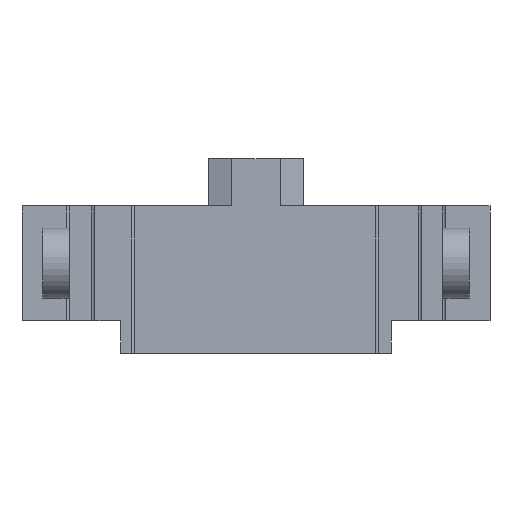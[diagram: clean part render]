
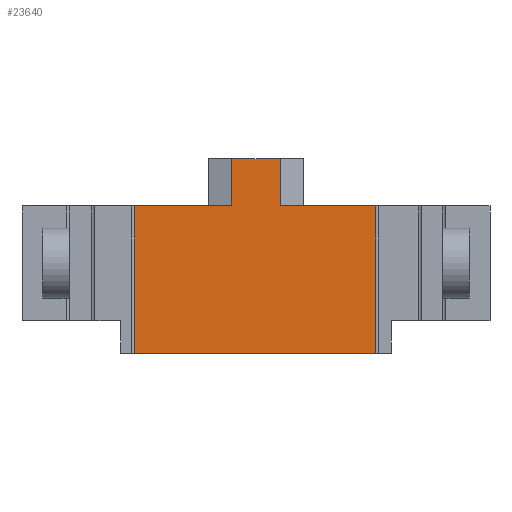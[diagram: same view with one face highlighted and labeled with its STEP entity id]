
A CAD part, front view. The second image highlights one B-rep face of the part: STEP entity #23640.
In plain terms, the highlighted planar face has unit normal (0, -1, 0).
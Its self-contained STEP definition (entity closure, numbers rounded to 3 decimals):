
#3496 = PLANE('',#3497);
#3497 = AXIS2_PLACEMENT_3D('',#3498,#3499,#3500);
#3498 = CARTESIAN_POINT('',(-15.9,-20.,3.4));
#3499 = DIRECTION('',(0.,0.,1.));
#3500 = DIRECTION('',(1.,0.,-0.));
#4597 = PLANE('',#4598);
#4598 = AXIS2_PLACEMENT_3D('',#4599,#4600,#4601);
#4599 = CARTESIAN_POINT('',(-12.7,-19.9,-6.6));
#4600 = DIRECTION('',(0.,0.,-1.));
#4601 = DIRECTION('',(0.,1.,0.));
#5584 = PLANE('',#5585);
#5585 = AXIS2_PLACEMENT_3D('',#5586,#5587,#5588);
#5586 = CARTESIAN_POINT('',(-15.9,-20.,3.4));
#5587 = DIRECTION('',(0.,0.,1.));
#5588 = DIRECTION('',(1.,0.,-0.));
#9630 = VERTEX_POINT('',#9631);
#9631 = CARTESIAN_POINT('',(1.65,-19.9,3.4));
#9647 = PLANE('',#9648);
#9648 = AXIS2_PLACEMENT_3D('',#9649,#9650,#9651);
#9649 = CARTESIAN_POINT('',(2.45,-19.667,3.4));
#9650 = DIRECTION('',(0.28,-0.96,0.));
#9651 = DIRECTION('',(0.,0.,-1.));
#9659 = EDGE_CURVE('',#9660,#9630,#9662,.T.);
#9660 = VERTEX_POINT('',#9661);
#9661 = CARTESIAN_POINT('',(8.15,-19.9,3.4));
#9662 = SURFACE_CURVE('',#9663,(#9667,#9674),.PCURVE_S1.);
#9663 = LINE('',#9664,#9665);
#9664 = CARTESIAN_POINT('',(12.7,-19.9,3.4));
#9665 = VECTOR('',#9666,1.);
#9666 = DIRECTION('',(-1.,0.,0.));
#9667 = PCURVE('',#3496,#9668);
#9668 = DEFINITIONAL_REPRESENTATION('',(#9669),#9673);
#9669 = LINE('',#9670,#9671);
#9670 = CARTESIAN_POINT('',(28.6,0.1));
#9671 = VECTOR('',#9672,1.);
#9672 = DIRECTION('',(-1.,0.));
#9673 = ( GEOMETRIC_REPRESENTATION_CONTEXT(2) 
PARAMETRIC_REPRESENTATION_CONTEXT() REPRESENTATION_CONTEXT('2D SPACE',''
  ) );
#9674 = PCURVE('',#9675,#9680);
#9675 = PLANE('',#9676);
#9676 = AXIS2_PLACEMENT_3D('',#9677,#9678,#9679);
#9677 = CARTESIAN_POINT('',(8.,-19.9,-6.6));
#9678 = DIRECTION('',(0.,1.,0.));
#9679 = DIRECTION('',(0.,0.,1.));
#9680 = DEFINITIONAL_REPRESENTATION('',(#9681),#9685);
#9681 = LINE('',#9682,#9683);
#9682 = CARTESIAN_POINT('',(10.,4.7));
#9683 = VECTOR('',#9684,1.);
#9684 = DIRECTION('',(0.,-1.));
#9685 = ( GEOMETRIC_REPRESENTATION_CONTEXT(2) 
PARAMETRIC_REPRESENTATION_CONTEXT() REPRESENTATION_CONTEXT('2D SPACE',''
  ) );
#9704 = CYLINDRICAL_SURFACE('',#9705,0.2);
#9705 = AXIS2_PLACEMENT_3D('',#9706,#9707,#9708);
#9706 = CARTESIAN_POINT('',(8.35,-19.9,-6.6));
#9707 = DIRECTION('',(0.,0.,1.));
#9708 = DIRECTION('',(0.,1.,0.));
#13213 = VERTEX_POINT('',#13214);
#13214 = CARTESIAN_POINT('',(-8.25,-19.9,-6.6));
#13228 = PLANE('',#13229);
#13229 = AXIS2_PLACEMENT_3D('',#13230,#13231,#13232);
#13230 = CARTESIAN_POINT('',(-8.25,-19.1,3.4));
#13231 = DIRECTION('',(-1.,0.,0.));
#13232 = DIRECTION('',(0.,-1.,0.));
#13299 = VERTEX_POINT('',#13300);
#13300 = CARTESIAN_POINT('',(8.15,-19.9,-6.6));
#13326 = EDGE_CURVE('',#13299,#13213,#13327,.T.);
#13327 = SURFACE_CURVE('',#13328,(#13332,#13339),.PCURVE_S1.);
#13328 = LINE('',#13329,#13330);
#13329 = CARTESIAN_POINT('',(8.15,-19.9,-6.6));
#13330 = VECTOR('',#13331,1.);
#13331 = DIRECTION('',(-1.,0.,0.));
#13332 = PCURVE('',#4597,#13333);
#13333 = DEFINITIONAL_REPRESENTATION('',(#13334),#13338);
#13334 = LINE('',#13335,#13336);
#13335 = CARTESIAN_POINT('',(0.,20.85));
#13336 = VECTOR('',#13337,1.);
#13337 = DIRECTION('',(0.,-1.));
#13338 = ( GEOMETRIC_REPRESENTATION_CONTEXT(2) 
PARAMETRIC_REPRESENTATION_CONTEXT() REPRESENTATION_CONTEXT('2D SPACE',''
  ) );
#13339 = PCURVE('',#9675,#13340);
#13340 = DEFINITIONAL_REPRESENTATION('',(#13341),#13345);
#13341 = LINE('',#13342,#13343);
#13342 = CARTESIAN_POINT('',(0.,0.15));
#13343 = VECTOR('',#13344,1.);
#13344 = DIRECTION('',(0.,-1.));
#13345 = ( GEOMETRIC_REPRESENTATION_CONTEXT(2) 
PARAMETRIC_REPRESENTATION_CONTEXT() REPRESENTATION_CONTEXT('2D SPACE',''
  ) );
#14076 = VERTEX_POINT('',#14077);
#14077 = CARTESIAN_POINT('',(-8.25,-19.9,3.4));
#14098 = EDGE_CURVE('',#14099,#14076,#14101,.T.);
#14099 = VERTEX_POINT('',#14100);
#14100 = CARTESIAN_POINT('',(-1.65,-19.9,3.4));
#14101 = SURFACE_CURVE('',#14102,(#14106,#14113),.PCURVE_S1.);
#14102 = LINE('',#14103,#14104);
#14103 = CARTESIAN_POINT('',(12.7,-19.9,3.4));
#14104 = VECTOR('',#14105,1.);
#14105 = DIRECTION('',(-1.,0.,0.));
#14106 = PCURVE('',#5584,#14107);
#14107 = DEFINITIONAL_REPRESENTATION('',(#14108),#14112);
#14108 = LINE('',#14109,#14110);
#14109 = CARTESIAN_POINT('',(28.6,0.1));
#14110 = VECTOR('',#14111,1.);
#14111 = DIRECTION('',(-1.,0.));
#14112 = ( GEOMETRIC_REPRESENTATION_CONTEXT(2) 
PARAMETRIC_REPRESENTATION_CONTEXT() REPRESENTATION_CONTEXT('2D SPACE',''
  ) );
#14113 = PCURVE('',#9675,#14114);
#14114 = DEFINITIONAL_REPRESENTATION('',(#14115),#14119);
#14115 = LINE('',#14116,#14117);
#14116 = CARTESIAN_POINT('',(10.,4.7));
#14117 = VECTOR('',#14118,1.);
#14118 = DIRECTION('',(0.,-1.));
#14119 = ( GEOMETRIC_REPRESENTATION_CONTEXT(2) 
PARAMETRIC_REPRESENTATION_CONTEXT() REPRESENTATION_CONTEXT('2D SPACE',''
  ) );
#14137 = PLANE('',#14138);
#14138 = AXIS2_PLACEMENT_3D('',#14139,#14140,#14141);
#14139 = CARTESIAN_POINT('',(-2.45,-19.667,3.4));
#14140 = DIRECTION('',(0.28,0.96,0.));
#14141 = DIRECTION('',(0.,0.,-1.));
#17695 = PLANE('',#17696);
#17696 = AXIS2_PLACEMENT_3D('',#17697,#17698,#17699);
#17697 = CARTESIAN_POINT('',(-1.65,-20.,6.6));
#17698 = DIRECTION('',(0.,0.,1.));
#17699 = DIRECTION('',(1.,0.,-0.));
#18753 = EDGE_CURVE('',#9630,#18754,#18756,.T.);
#18754 = VERTEX_POINT('',#18755);
#18755 = CARTESIAN_POINT('',(1.65,-19.9,6.6));
#18756 = SURFACE_CURVE('',#18757,(#18761,#18768),.PCURVE_S1.);
#18757 = LINE('',#18758,#18759);
#18758 = CARTESIAN_POINT('',(1.65,-19.9,5.));
#18759 = VECTOR('',#18760,1.);
#18760 = DIRECTION('',(-0.,0.,1.));
#18761 = PCURVE('',#9647,#18762);
#18762 = DEFINITIONAL_REPRESENTATION('',(#18763),#18767);
#18763 = LINE('',#18764,#18765);
#18764 = CARTESIAN_POINT('',(-1.6,-0.833));
#18765 = VECTOR('',#18766,1.);
#18766 = DIRECTION('',(-1.,0.));
#18767 = ( GEOMETRIC_REPRESENTATION_CONTEXT(2) 
PARAMETRIC_REPRESENTATION_CONTEXT() REPRESENTATION_CONTEXT('2D SPACE',''
  ) );
#18768 = PCURVE('',#9675,#18769);
#18769 = DEFINITIONAL_REPRESENTATION('',(#18770),#18774);
#18770 = LINE('',#18771,#18772);
#18771 = CARTESIAN_POINT('',(11.6,-6.35));
#18772 = VECTOR('',#18773,1.);
#18773 = DIRECTION('',(1.,0.));
#18774 = ( GEOMETRIC_REPRESENTATION_CONTEXT(2) 
PARAMETRIC_REPRESENTATION_CONTEXT() REPRESENTATION_CONTEXT('2D SPACE',''
  ) );
#23620 = EDGE_CURVE('',#13299,#9660,#23621,.T.);
#23621 = SURFACE_CURVE('',#23622,(#23626,#23633),.PCURVE_S1.);
#23622 = LINE('',#23623,#23624);
#23623 = CARTESIAN_POINT('',(8.15,-19.9,-6.6));
#23624 = VECTOR('',#23625,1.);
#23625 = DIRECTION('',(0.,0.,1.));
#23626 = PCURVE('',#9704,#23627);
#23627 = DEFINITIONAL_REPRESENTATION('',(#23628),#23632);
#23628 = LINE('',#23629,#23630);
#23629 = CARTESIAN_POINT('',(7.854,0.));
#23630 = VECTOR('',#23631,1.);
#23631 = DIRECTION('',(0.,1.));
#23632 = ( GEOMETRIC_REPRESENTATION_CONTEXT(2) 
PARAMETRIC_REPRESENTATION_CONTEXT() REPRESENTATION_CONTEXT('2D SPACE',''
  ) );
#23633 = PCURVE('',#9675,#23634);
#23634 = DEFINITIONAL_REPRESENTATION('',(#23635),#23639);
#23635 = LINE('',#23636,#23637);
#23636 = CARTESIAN_POINT('',(0.,0.15));
#23637 = VECTOR('',#23638,1.);
#23638 = DIRECTION('',(1.,0.));
#23639 = ( GEOMETRIC_REPRESENTATION_CONTEXT(2) 
PARAMETRIC_REPRESENTATION_CONTEXT() REPRESENTATION_CONTEXT('2D SPACE',''
  ) );
#23640 = ADVANCED_FACE('',(#23641),#9675,.F.);
#23641 = FACE_BOUND('',#23642,.F.);
#23642 = EDGE_LOOP('',(#23643,#23664,#23665,#23688,#23709,#23710,#23711,
    #23712));
#23643 = ORIENTED_EDGE('',*,*,#23644,.T.);
#23644 = EDGE_CURVE('',#13213,#14076,#23645,.T.);
#23645 = SURFACE_CURVE('',#23646,(#23650,#23657),.PCURVE_S1.);
#23646 = LINE('',#23647,#23648);
#23647 = CARTESIAN_POINT('',(-8.25,-19.9,-0.5));
#23648 = VECTOR('',#23649,1.);
#23649 = DIRECTION('',(0.,-0.,1.));
#23650 = PCURVE('',#9675,#23651);
#23651 = DEFINITIONAL_REPRESENTATION('',(#23652),#23656);
#23652 = LINE('',#23653,#23654);
#23653 = CARTESIAN_POINT('',(6.1,-16.25));
#23654 = VECTOR('',#23655,1.);
#23655 = DIRECTION('',(1.,0.));
#23656 = ( GEOMETRIC_REPRESENTATION_CONTEXT(2) 
PARAMETRIC_REPRESENTATION_CONTEXT() REPRESENTATION_CONTEXT('2D SPACE',''
  ) );
#23657 = PCURVE('',#13228,#23658);
#23658 = DEFINITIONAL_REPRESENTATION('',(#23659),#23663);
#23659 = LINE('',#23660,#23661);
#23660 = CARTESIAN_POINT('',(0.8,-3.9));
#23661 = VECTOR('',#23662,1.);
#23662 = DIRECTION('',(0.,1.));
#23663 = ( GEOMETRIC_REPRESENTATION_CONTEXT(2) 
PARAMETRIC_REPRESENTATION_CONTEXT() REPRESENTATION_CONTEXT('2D SPACE',''
  ) );
#23664 = ORIENTED_EDGE('',*,*,#14098,.F.);
#23665 = ORIENTED_EDGE('',*,*,#23666,.F.);
#23666 = EDGE_CURVE('',#23667,#14099,#23669,.T.);
#23667 = VERTEX_POINT('',#23668);
#23668 = CARTESIAN_POINT('',(-1.65,-19.9,6.6));
#23669 = SURFACE_CURVE('',#23670,(#23674,#23681),.PCURVE_S1.);
#23670 = LINE('',#23671,#23672);
#23671 = CARTESIAN_POINT('',(-1.65,-19.9,3.4));
#23672 = VECTOR('',#23673,1.);
#23673 = DIRECTION('',(0.,0.,-1.));
#23674 = PCURVE('',#9675,#23675);
#23675 = DEFINITIONAL_REPRESENTATION('',(#23676),#23680);
#23676 = LINE('',#23677,#23678);
#23677 = CARTESIAN_POINT('',(10.,-9.65));
#23678 = VECTOR('',#23679,1.);
#23679 = DIRECTION('',(-1.,0.));
#23680 = ( GEOMETRIC_REPRESENTATION_CONTEXT(2) 
PARAMETRIC_REPRESENTATION_CONTEXT() REPRESENTATION_CONTEXT('2D SPACE',''
  ) );
#23681 = PCURVE('',#14137,#23682);
#23682 = DEFINITIONAL_REPRESENTATION('',(#23683),#23687);
#23683 = LINE('',#23684,#23685);
#23684 = CARTESIAN_POINT('',(0.,-0.833));
#23685 = VECTOR('',#23686,1.);
#23686 = DIRECTION('',(1.,-0.));
#23687 = ( GEOMETRIC_REPRESENTATION_CONTEXT(2) 
PARAMETRIC_REPRESENTATION_CONTEXT() REPRESENTATION_CONTEXT('2D SPACE',''
  ) );
#23688 = ORIENTED_EDGE('',*,*,#23689,.F.);
#23689 = EDGE_CURVE('',#18754,#23667,#23690,.T.);
#23690 = SURFACE_CURVE('',#23691,(#23695,#23702),.PCURVE_S1.);
#23691 = LINE('',#23692,#23693);
#23692 = CARTESIAN_POINT('',(3.25,-19.9,6.6));
#23693 = VECTOR('',#23694,1.);
#23694 = DIRECTION('',(-1.,0.,0.));
#23695 = PCURVE('',#9675,#23696);
#23696 = DEFINITIONAL_REPRESENTATION('',(#23697),#23701);
#23697 = LINE('',#23698,#23699);
#23698 = CARTESIAN_POINT('',(13.2,-4.75));
#23699 = VECTOR('',#23700,1.);
#23700 = DIRECTION('',(0.,-1.));
#23701 = ( GEOMETRIC_REPRESENTATION_CONTEXT(2) 
PARAMETRIC_REPRESENTATION_CONTEXT() REPRESENTATION_CONTEXT('2D SPACE',''
  ) );
#23702 = PCURVE('',#17695,#23703);
#23703 = DEFINITIONAL_REPRESENTATION('',(#23704),#23708);
#23704 = LINE('',#23705,#23706);
#23705 = CARTESIAN_POINT('',(4.9,0.1));
#23706 = VECTOR('',#23707,1.);
#23707 = DIRECTION('',(-1.,0.));
#23708 = ( GEOMETRIC_REPRESENTATION_CONTEXT(2) 
PARAMETRIC_REPRESENTATION_CONTEXT() REPRESENTATION_CONTEXT('2D SPACE',''
  ) );
#23709 = ORIENTED_EDGE('',*,*,#18753,.F.);
#23710 = ORIENTED_EDGE('',*,*,#9659,.F.);
#23711 = ORIENTED_EDGE('',*,*,#23620,.F.);
#23712 = ORIENTED_EDGE('',*,*,#13326,.T.);
